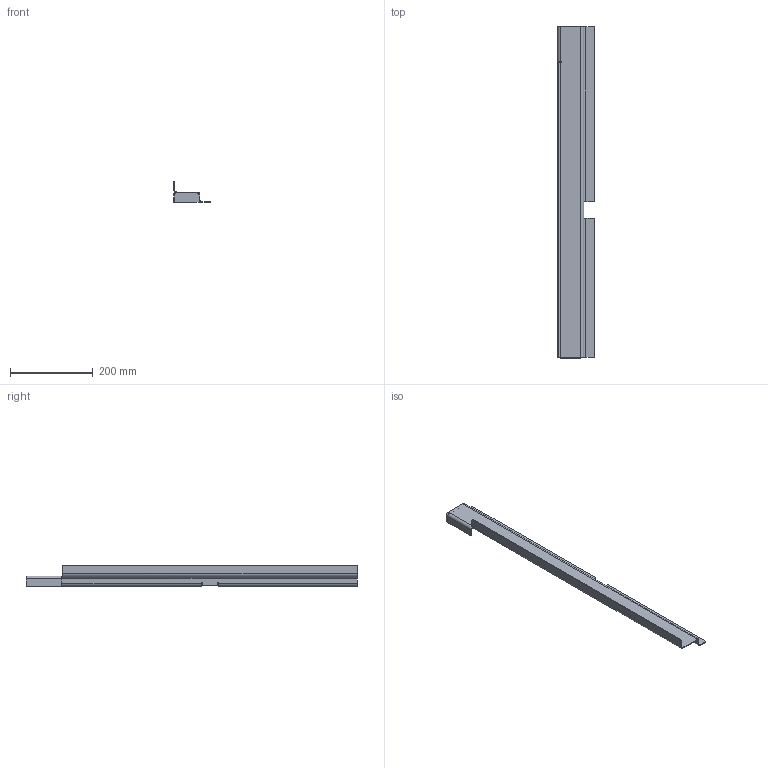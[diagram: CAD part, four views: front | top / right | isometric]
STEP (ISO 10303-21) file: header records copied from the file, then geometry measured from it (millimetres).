
FILE_DESCRIPTION(('CATIA V5 STEP Exchange'),'2;1');
FILE_NAME('AA00001184766_AO_ASSY ZEE HVAC.stp','2017-08-21T09:30:09+00:00',('none'),('none'),'CATIA Version 5 Release 19 SP 9 (IN-10)','CATIA V5 STEP AP203','none');
FILE_SCHEMA(('CONFIG_CONTROL_DESIGN'));
Length unit declared in the file: millimetre
Products named in the file (3): AA00001184766; AA00001184463; AA00001117923
Assembly tree (4 placements, depth 3):
  AA00001184766
    AA00001184463
      #66
    AA00001117923
      #433
Bounding box: 88 x 802.5 x 50 mm (x, y, z)
Volume: 205758.6 mm3; surface area: 210052.2 mm2
Topology: 2 solids, 2 shells, 79 faces, 185 edges, 110 vertices
Faces by surface type: plane 48, cylinder 28, bspline 3
Entity records: 2445 total; most frequent: CARTESIAN_POINT 584, ORIENTED_EDGE 370, DIRECTION 338, EDGE_CURVE 185, AXIS2_PLACEMENT_3D 127, VECTOR 127, LINE 127, VERTEX_POINT 110
